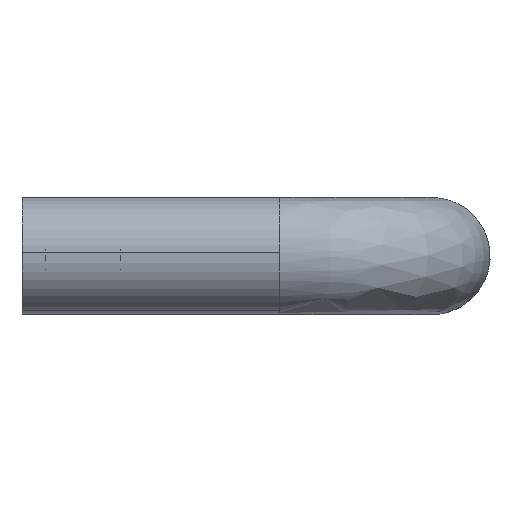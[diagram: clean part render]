
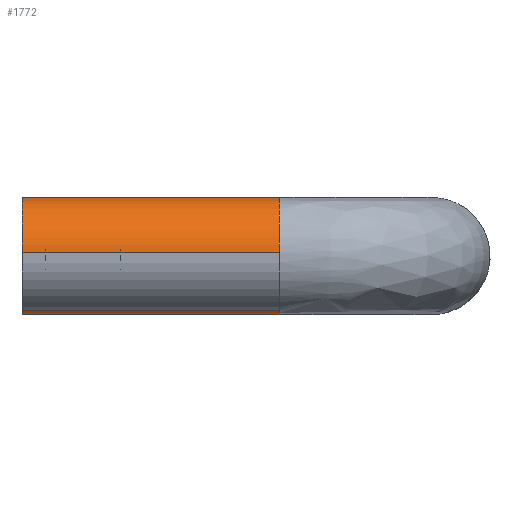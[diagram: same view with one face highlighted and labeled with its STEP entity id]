
A CAD part, left-side view. The second image highlights one B-rep face of the part: STEP entity #1772.
In plain terms, the highlighted free-form (B-spline) face has degree [2, 1] with [9, 2] control points.
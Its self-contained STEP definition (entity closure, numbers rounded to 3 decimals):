
#1606=CARTESIAN_POINT('',(-4.395,1.375,-11.702));
#1607=CARTESIAN_POINT('',(-2.637,1.375,-12.362));
#1608=CARTESIAN_POINT('',(-0.763,1.375,-12.477));
#1609=CARTESIAN_POINT('',(11.714,1.375,-13.24));
#1610=CARTESIAN_POINT('',(12.477,1.375,-0.763));
#1611=CARTESIAN_POINT('',(13.24,1.375,11.714));
#1612=CARTESIAN_POINT('',(0.763,1.375,12.477));
#1613=CARTESIAN_POINT('',(-11.714,1.375,13.24));
#1614=CARTESIAN_POINT('',(-12.477,1.375,0.763));
#1615=CARTESIAN_POINT('',(-4.395,-56.409,-11.702));
#1616=CARTESIAN_POINT('',(-2.637,-56.409,-12.362));
#1617=CARTESIAN_POINT('',(-0.763,-56.409,-12.477));
#1618=CARTESIAN_POINT('',(11.714,-56.409,-13.24));
#1619=CARTESIAN_POINT('',(12.477,-56.409,-0.763));
#1620=CARTESIAN_POINT('',(13.24,-56.409,11.714));
#1621=CARTESIAN_POINT('',(0.763,-56.409,12.477));
#1622=CARTESIAN_POINT('',(-11.714,-56.409,13.24));
#1623=CARTESIAN_POINT('',(-12.477,-56.409,0.763));
#1631=(BOUNDED_SURFACE()B_SPLINE_SURFACE(2,1,((#1606,#1615),(#1607,#1616),(#1608,#1617),(#1609,#1618),(#1610,#1619),(#1611,#1620),(#1612,#1621),(#1613,#1622),(#1614,#1623)),.UNSPECIFIED.,.F.,.F.,.U.)B_SPLINE_SURFACE_WITH_KNOTS((3,2,2,2,3),(2,2),(0.0,4.142,24.853,45.563,66.274),(0.0,57.784),.UNSPECIFIED.)GEOMETRIC_REPRESENTATION_ITEM()RATIONAL_B_SPLINE_SURFACE(((0.906,0.906),(0.941,0.941),(1.0,1.0),(0.707,0.707),(1.0,1.0),(0.707,0.707),(1.0,1.0),(0.707,0.707),(1.0,1.0)))REPRESENTATION_ITEM('')SURFACE());
#1632=CARTESIAN_POINT('',(-4.395,-55.0,-11.702));
#1633=VERTEX_POINT('',#1632);
#1634=CARTESIAN_POINT('',(0.0,-55.0,-12.5));
#1635=VERTEX_POINT('',#1634);
#1636=CARTESIAN_POINT('',(-4.395,-55.0,-11.702));
#1637=CARTESIAN_POINT('',(-2.27,-55.0,-12.5));
#1638=CARTESIAN_POINT('',(0.0,-55.0,-12.5));
#1646=(BOUNDED_CURVE()B_SPLINE_CURVE(2,(#1636,#1637,#1638),.UNSPECIFIED.,.F.,.U.)B_SPLINE_CURVE_WITH_KNOTS((3,3),(0.44,0.5),.UNSPECIFIED.)CURVE()GEOMETRIC_REPRESENTATION_ITEM()RATIONAL_B_SPLINE_CURVE((0.893,0.93,1.0))REPRESENTATION_ITEM(''));
#1647=EDGE_CURVE('',#1633,#1635,#1646,.T.);
#1648=ORIENTED_EDGE('',*,*,#1647,.F.);
#1649=CARTESIAN_POINT('',(-4.395,0.,-11.702));
#1650=VERTEX_POINT('',#1649);
#1651=CARTESIAN_POINT('',(-4.395,0.,-11.702));
#1652=CARTESIAN_POINT('',(-4.395,-55.0,-11.702));
#1653=QUASI_UNIFORM_CURVE('',1,(#1651,#1652),.UNSPECIFIED.,.F.,.U.);
#1654=EDGE_CURVE('',#1650,#1633,#1653,.T.);
#1655=ORIENTED_EDGE('',*,*,#1654,.F.);
#1656=CARTESIAN_POINT('',(0.0,0.0,-12.5));
#1657=VERTEX_POINT('',#1656);
#1658=CARTESIAN_POINT('',(-4.395,0.,-11.702));
#1659=CARTESIAN_POINT('',(-2.27,0.0,-12.5));
#1660=CARTESIAN_POINT('',(0.0,0.0,-12.5));
#1668=(BOUNDED_CURVE()B_SPLINE_CURVE(2,(#1658,#1659,#1660),.UNSPECIFIED.,.F.,.U.)B_SPLINE_CURVE_WITH_KNOTS((3,3),(0.44,0.5),.UNSPECIFIED.)CURVE()GEOMETRIC_REPRESENTATION_ITEM()RATIONAL_B_SPLINE_CURVE((0.893,0.93,1.0))REPRESENTATION_ITEM(''));
#1669=EDGE_CURVE('',#1650,#1657,#1668,.T.);
#1670=ORIENTED_EDGE('',*,*,#1669,.T.);
#1671=CARTESIAN_POINT('',(0.0,0.0,12.5));
#1672=VERTEX_POINT('',#1671);
#1673=CARTESIAN_POINT('',(0.0,0.0,-12.5));
#1674=CARTESIAN_POINT('',(12.5,0.0,-12.5));
#1675=CARTESIAN_POINT('',(12.5,0.0,0.0));
#1676=CARTESIAN_POINT('',(12.5,0.0,12.5));
#1677=CARTESIAN_POINT('',(0.0,0.0,12.5));
#1685=(BOUNDED_CURVE()B_SPLINE_CURVE(2,(#1673,#1674,#1675,#1676,#1677),.UNSPECIFIED.,.F.,.U.)B_SPLINE_CURVE_WITH_KNOTS((3,2,3),(0.5,0.75,1.0),.UNSPECIFIED.)CURVE()GEOMETRIC_REPRESENTATION_ITEM()RATIONAL_B_SPLINE_CURVE((1.0,0.707,1.0,0.707,1.0))REPRESENTATION_ITEM(''));
#1686=EDGE_CURVE('',#1657,#1672,#1685,.T.);
#1687=ORIENTED_EDGE('',*,*,#1686,.T.);
#1688=CARTESIAN_POINT('',(-12.477,0.,0.763));
#1689=VERTEX_POINT('',#1688);
#1690=CARTESIAN_POINT('',(0.0,0.0,12.5));
#1691=CARTESIAN_POINT('',(-11.759,0.0,12.5));
#1692=CARTESIAN_POINT('',(-12.477,0.,0.763));
#1700=(BOUNDED_CURVE()B_SPLINE_CURVE(2,(#1690,#1691,#1692),.UNSPECIFIED.,.F.,.U.)B_SPLINE_CURVE_WITH_KNOTS((3,3),(0.0,0.239),.UNSPECIFIED.)CURVE()GEOMETRIC_REPRESENTATION_ITEM()RATIONAL_B_SPLINE_CURVE((1.0,0.72,0.976))REPRESENTATION_ITEM(''));
#1701=EDGE_CURVE('',#1672,#1689,#1700,.T.);
#1702=ORIENTED_EDGE('',*,*,#1701,.T.);
#1703=CARTESIAN_POINT('',(-12.477,-55.0,0.763));
#1704=VERTEX_POINT('',#1703);
#1705=CARTESIAN_POINT('',(-12.477,0.,0.763));
#1706=CARTESIAN_POINT('',(-12.477,-55.0,0.763));
#1707=QUASI_UNIFORM_CURVE('',1,(#1705,#1706),.UNSPECIFIED.,.F.,.U.);
#1708=EDGE_CURVE('',#1689,#1704,#1707,.T.);
#1709=ORIENTED_EDGE('',*,*,#1708,.T.);
#1710=CARTESIAN_POINT('',(0.0,-55.0,12.5));
#1711=VERTEX_POINT('',#1710);
#1712=CARTESIAN_POINT('',(0.0,-55.0,12.5));
#1713=CARTESIAN_POINT('',(-11.759,-55.0,12.5));
#1714=CARTESIAN_POINT('',(-12.477,-55.,0.763));
#1722=(BOUNDED_CURVE()B_SPLINE_CURVE(2,(#1712,#1713,#1714),.UNSPECIFIED.,.F.,.U.)B_SPLINE_CURVE_WITH_KNOTS((3,3),(0.0,0.239),.UNSPECIFIED.)CURVE()GEOMETRIC_REPRESENTATION_ITEM()RATIONAL_B_SPLINE_CURVE((1.0,0.72,0.976))REPRESENTATION_ITEM(''));
#1723=EDGE_CURVE('',#1711,#1704,#1722,.T.);
#1724=ORIENTED_EDGE('',*,*,#1723,.F.);
#1725=CARTESIAN_POINT('',(0.157,-55.,12.499));
#1726=VERTEX_POINT('',#1725);
#1727=CARTESIAN_POINT('',(0.157,-55.,12.499));
#1728=CARTESIAN_POINT('',(0.079,-55.,12.5));
#1729=CARTESIAN_POINT('',(0.0,-55.0,12.5));
#1737=(BOUNDED_CURVE()B_SPLINE_CURVE(2,(#1727,#1728,#1729),.UNSPECIFIED.,.F.,.U.)B_SPLINE_CURVE_WITH_KNOTS((3,3),(0.998,1.0),.UNSPECIFIED.)CURVE()GEOMETRIC_REPRESENTATION_ITEM()RATIONAL_B_SPLINE_CURVE((0.995,0.997,1.0))REPRESENTATION_ITEM(''));
#1738=EDGE_CURVE('',#1726,#1711,#1737,.T.);
#1739=ORIENTED_EDGE('',*,*,#1738,.F.);
#1740=CARTESIAN_POINT('',(12.47,-55.,-0.872));
#1741=VERTEX_POINT('',#1740);
#1742=CARTESIAN_POINT('',(12.47,-55.,-0.872));
#1743=CARTESIAN_POINT('',(12.5,-55.,-0.436));
#1744=CARTESIAN_POINT('',(12.5,-55.0,0.0));
#1745=CARTESIAN_POINT('',(12.5,-55.,12.344));
#1746=CARTESIAN_POINT('',(0.157,-55.,12.499));
#1754=(BOUNDED_CURVE()B_SPLINE_CURVE(2,(#1742,#1743,#1744,#1745,#1746),.UNSPECIFIED.,.F.,.U.)B_SPLINE_CURVE_WITH_KNOTS((3,2,3),(0.738,0.75,0.998),.UNSPECIFIED.)CURVE()GEOMETRIC_REPRESENTATION_ITEM()RATIONAL_B_SPLINE_CURVE((0.973,0.986,1.0,0.71,0.995))REPRESENTATION_ITEM(''));
#1755=EDGE_CURVE('',#1741,#1726,#1754,.T.);
#1756=ORIENTED_EDGE('',*,*,#1755,.F.);
#1757=CARTESIAN_POINT('',(0.0,-55.0,-12.5));
#1758=CARTESIAN_POINT('',(11.657,-55.0,-12.5));
#1759=CARTESIAN_POINT('',(12.47,-55.,-0.872));
#1767=(BOUNDED_CURVE()B_SPLINE_CURVE(2,(#1757,#1758,#1759),.UNSPECIFIED.,.F.,.U.)B_SPLINE_CURVE_WITH_KNOTS((3,3),(0.5,0.738),.UNSPECIFIED.)CURVE()GEOMETRIC_REPRESENTATION_ITEM()RATIONAL_B_SPLINE_CURVE((1.0,0.721,0.973))REPRESENTATION_ITEM(''));
#1768=EDGE_CURVE('',#1635,#1741,#1767,.T.);
#1769=ORIENTED_EDGE('',*,*,#1768,.F.);
#1770=EDGE_LOOP('',(#1648,#1655,#1670,#1687,#1702,#1709,#1724,#1739,#1756,#1769));
#1771=FACE_OUTER_BOUND('',#1770,.T.);
#1772=ADVANCED_FACE('',(#1771),#1631,.T.);
